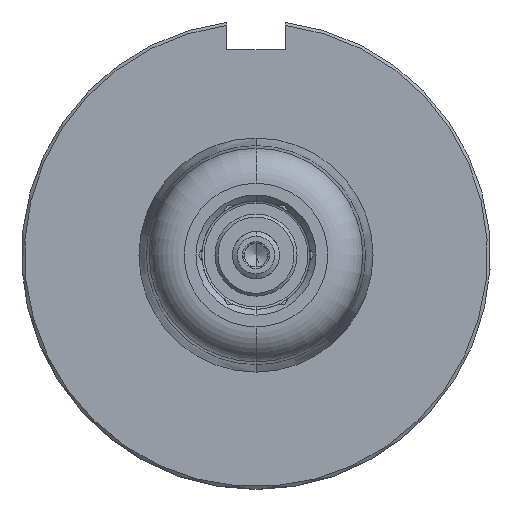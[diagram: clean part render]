
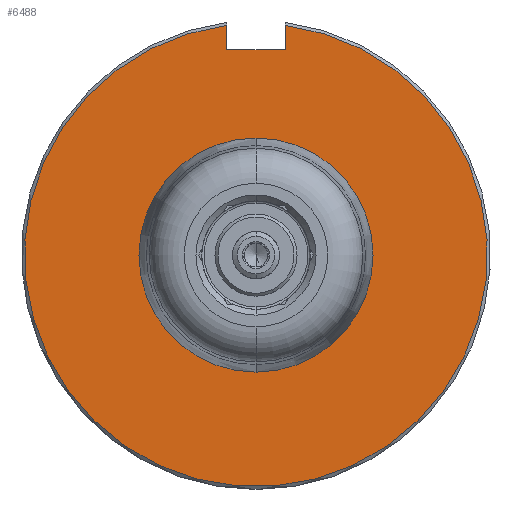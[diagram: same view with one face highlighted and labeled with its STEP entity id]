
A CAD part, front view. The second image highlights one B-rep face of the part: STEP entity #6488.
In plain terms, the highlighted planar face has unit normal (0, -1, 0).
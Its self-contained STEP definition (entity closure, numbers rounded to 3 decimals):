
#102 = CARTESIAN_POINT ( 'NONE',  ( -5., 0., 40. ) ) ;
#256 = EDGE_CURVE ( 'NONE', #303, #2278, #6275, .T. ) ;
#259 = DIRECTION ( 'NONE',  ( 0., 0., -1. ) ) ;
#303 = VERTEX_POINT ( 'NONE', #4470 ) ;
#331 = ORIENTED_EDGE ( 'NONE', *, *, #1180, .F. ) ;
#450 = CARTESIAN_POINT ( 'NONE',  ( -5., 0., 35. ) ) ;
#621 = VECTOR ( 'NONE', #7457, 1000. ) ;
#844 = DIRECTION ( 'NONE',  ( 0., 1., 0. ) ) ;
#971 = CARTESIAN_POINT ( 'NONE',  ( 0., 0., 0. ) ) ;
#1061 = DIRECTION ( 'NONE',  ( 1., 0., 0. ) ) ;
#1126 = CIRCLE ( 'NONE', #1751, 39.5 ) ;
#1141 = EDGE_CURVE ( 'NONE', #2278, #303, #5843, .T. ) ;
#1180 = EDGE_CURVE ( 'NONE', #7702, #6755, #7556, .T. ) ;
#1205 = DIRECTION ( 'NONE',  ( 0., -1., 0. ) ) ;
#1357 = VERTEX_POINT ( 'NONE', #7674 ) ;
#1631 = CARTESIAN_POINT ( 'NONE',  ( 5., 0., 40. ) ) ;
#1655 = EDGE_CURVE ( 'NONE', #4807, #6755, #1126, .T. ) ;
#1670 = ORIENTED_EDGE ( 'NONE', *, *, #1141, .T. ) ;
#1751 = AXIS2_PLACEMENT_3D ( 'NONE', #7464, #7571, #2108 ) ;
#2108 = DIRECTION ( 'NONE',  ( 0., 0., -1. ) ) ;
#2120 = EDGE_LOOP ( 'NONE', ( #7380, #1670 ) ) ;
#2131 = CARTESIAN_POINT ( 'NONE',  ( 5., 0., 39.182 ) ) ;
#2278 = VERTEX_POINT ( 'NONE', #3578 ) ;
#2482 = EDGE_CURVE ( 'NONE', #1357, #7702, #3961, .T. ) ;
#2598 = AXIS2_PLACEMENT_3D ( 'NONE', #6551, #1205, #3580 ) ;
#2729 = ORIENTED_EDGE ( 'NONE', *, *, #2482, .F. ) ;
#3261 = CARTESIAN_POINT ( 'NONE',  ( 0., 0., 0. ) ) ;
#3416 = EDGE_LOOP ( 'NONE', ( #5457, #5875, #331, #2729 ) ) ;
#3578 = CARTESIAN_POINT ( 'NONE',  ( 0., 0., 13. ) ) ;
#3580 = DIRECTION ( 'NONE',  ( 0., 0., -1. ) ) ;
#3593 = VECTOR ( 'NONE', #259, 1000. ) ;
#3961 = LINE ( 'NONE', #450, #5926 ) ;
#4153 = PLANE ( 'NONE',  #2598 ) ;
#4437 = CARTESIAN_POINT ( 'NONE',  ( -5., 0., 39.182 ) ) ;
#4470 = CARTESIAN_POINT ( 'NONE',  ( 0., 0., -13. ) ) ;
#4807 = VERTEX_POINT ( 'NONE', #4437 ) ;
#4906 = LINE ( 'NONE', #102, #3593 ) ;
#5457 = ORIENTED_EDGE ( 'NONE', *, *, #7153, .F. ) ;
#5843 = CIRCLE ( 'NONE', #5851, 13. ) ;
#5851 = AXIS2_PLACEMENT_3D ( 'NONE', #971, #6902, #6361 ) ;
#5875 = ORIENTED_EDGE ( 'NONE', *, *, #1655, .T. ) ;
#5926 = VECTOR ( 'NONE', #1061, 1000. ) ;
#6275 = CIRCLE ( 'NONE', #7267, 13. ) ;
#6361 = DIRECTION ( 'NONE',  ( 0., 0., -1. ) ) ;
#6479 = CARTESIAN_POINT ( 'NONE',  ( 5., 0., 35. ) ) ;
#6488 = ADVANCED_FACE ( 'NONE', ( #7134, #7640 ), #4153, .T. ) ;
#6551 = CARTESIAN_POINT ( 'NONE',  ( 12.5, 0., 0. ) ) ;
#6755 = VERTEX_POINT ( 'NONE', #2131 ) ;
#6855 = DIRECTION ( 'NONE',  ( 0., 0., -1. ) ) ;
#6902 = DIRECTION ( 'NONE',  ( 0., 1., 0. ) ) ;
#7134 = FACE_BOUND ( 'NONE', #2120, .T. ) ;
#7153 = EDGE_CURVE ( 'NONE', #4807, #1357, #4906, .T. ) ;
#7267 = AXIS2_PLACEMENT_3D ( 'NONE', #3261, #844, #6855 ) ;
#7380 = ORIENTED_EDGE ( 'NONE', *, *, #256, .T. ) ;
#7457 = DIRECTION ( 'NONE',  ( 0., 0., 1. ) ) ;
#7464 = CARTESIAN_POINT ( 'NONE',  ( 0., 0., 0. ) ) ;
#7556 = LINE ( 'NONE', #1631, #621 ) ;
#7571 = DIRECTION ( 'NONE',  ( 0., -1., 0. ) ) ;
#7640 = FACE_OUTER_BOUND ( 'NONE', #3416, .T. ) ;
#7674 = CARTESIAN_POINT ( 'NONE',  ( -5., 0., 35. ) ) ;
#7702 = VERTEX_POINT ( 'NONE', #6479 ) ;
